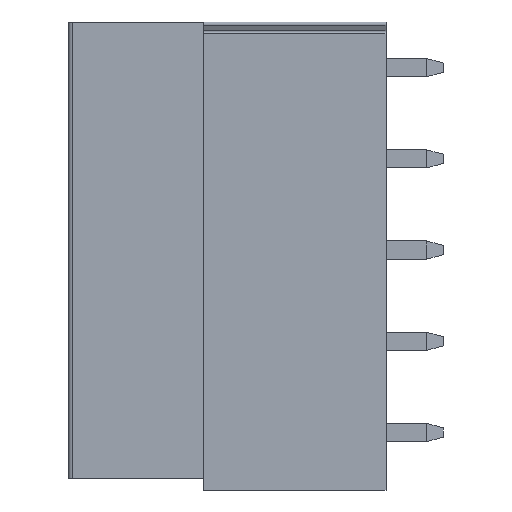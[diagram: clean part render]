
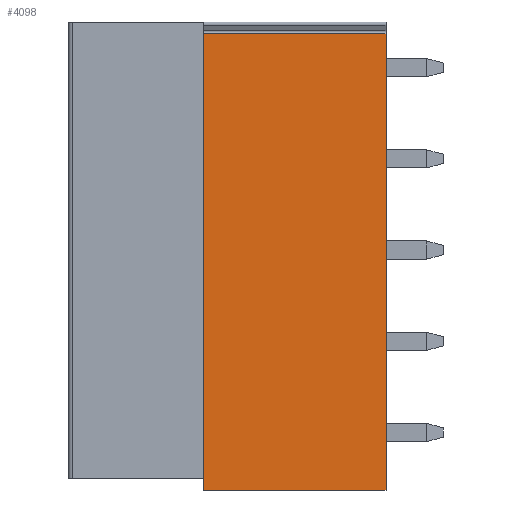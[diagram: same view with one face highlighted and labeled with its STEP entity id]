
A CAD part, left-side view. The second image highlights one B-rep face of the part: STEP entity #4098.
In plain terms, the highlighted planar face has unit normal (-1, 0, 0).
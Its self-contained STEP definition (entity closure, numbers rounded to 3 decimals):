
#736=DIRECTION('',(0.,1.,0.));
#737=VECTOR('',#736,10.);
#738=CARTESIAN_POINT('',(-5.6,-8.7,-23.15));
#739=LINE('',#738,#737);
#740=DIRECTION('',(0.,0.,1.));
#741=VECTOR('',#740,25.);
#742=CARTESIAN_POINT('',(-5.6,1.3,-23.15));
#743=LINE('',#742,#741);
#744=DIRECTION('',(0.,-1.,0.));
#745=VECTOR('',#744,10.);
#746=CARTESIAN_POINT('',(-5.6,1.3,1.85));
#747=LINE('',#746,#745);
#748=DIRECTION('',(0.,0.,-1.));
#749=VECTOR('',#748,25.);
#750=CARTESIAN_POINT('',(-5.6,-8.7,1.85));
#751=LINE('',#750,#749);
#2534=CARTESIAN_POINT('',(-5.6,1.3,1.85));
#2535=VERTEX_POINT('',#2534);
#2536=CARTESIAN_POINT('',(-5.6,-8.7,1.85));
#2537=VERTEX_POINT('',#2536);
#2560=CARTESIAN_POINT('',(-5.6,-8.7,-23.15));
#2561=VERTEX_POINT('',#2560);
#2592=CARTESIAN_POINT('',(-5.6,1.3,-23.15));
#2593=VERTEX_POINT('',#2592);
#4086=CARTESIAN_POINT('',(-5.6,1.3,-22.5));
#4087=DIRECTION('',(-1.,0.,0.));
#4088=DIRECTION('',(0.,-1.,0.));
#4089=AXIS2_PLACEMENT_3D('',#4086,#4087,#4088);
#4090=PLANE('',#4089);
#4091=ORIENTED_EDGE('',*,*,#4080,.T.);
#4092=ORIENTED_EDGE('',*,*,#3274,.T.);
#4094=ORIENTED_EDGE('',*,*,#4093,.T.);
#4095=ORIENTED_EDGE('',*,*,#3895,.T.);
#4096=EDGE_LOOP('',(#4091,#4092,#4094,#4095));
#4097=FACE_OUTER_BOUND('',#4096,.F.);
#3274=EDGE_CURVE('',#2593,#2535,#743,.T.);
#3895=EDGE_CURVE('',#2537,#2561,#751,.T.);
#4080=EDGE_CURVE('',#2561,#2593,#739,.T.);
#4093=EDGE_CURVE('',#2535,#2537,#747,.T.);
#4098=ADVANCED_FACE('',(#4097),#4090,.T.);
